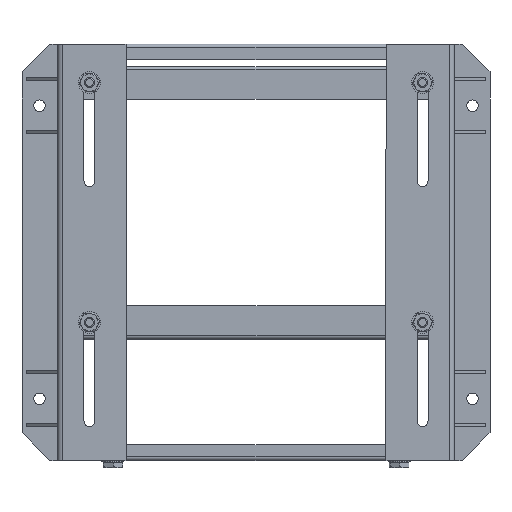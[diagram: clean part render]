
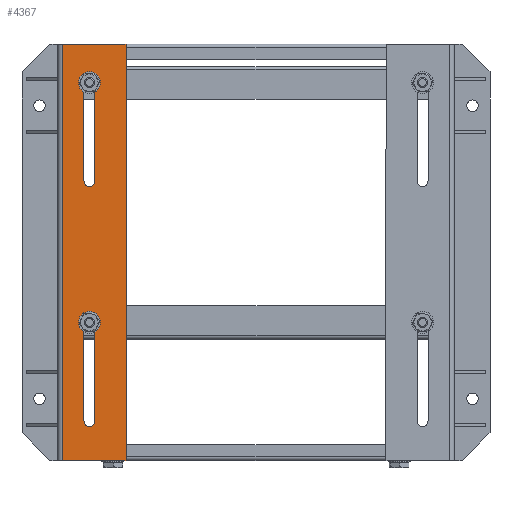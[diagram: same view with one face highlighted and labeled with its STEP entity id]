
A CAD part, front view. The second image highlights one B-rep face of the part: STEP entity #4367.
In plain terms, the highlighted planar face has unit normal (0, -1, 0).
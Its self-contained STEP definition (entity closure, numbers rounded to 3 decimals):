
#29 = ORIENTED_EDGE ( 'NONE', *, *, #1293, .T. ) ;
#49 = CARTESIAN_POINT ( 'NONE',  ( 60.325, 0., 720.475 ) ) ;
#53 = VERTEX_POINT ( 'NONE', #2926 ) ;
#184 = DIRECTION ( 'NONE',  ( 0., 0., 1. ) ) ;
#327 = VECTOR ( 'NONE', #3593, 1000. ) ;
#401 = VECTOR ( 'NONE', #2419, 1000. ) ;
#557 = AXIS2_PLACEMENT_3D ( 'NONE', #1064, #5137, #1674 ) ;
#589 = DIRECTION ( 'NONE',  ( 0., 1., 0. ) ) ;
#598 = EDGE_CURVE ( 'NONE', #3909, #1945, #4159, .T. ) ;
#615 = CARTESIAN_POINT ( 'NONE',  ( 49.825, 0., 75.655 ) ) ;
#756 = CIRCLE ( 'NONE', #6019, 10.5 ) ;
#1048 = VERTEX_POINT ( 'NONE', #4248 ) ;
#1064 = CARTESIAN_POINT ( 'NONE',  ( 60.325, 0., 263.275 ) ) ;
#1173 = DIRECTION ( 'NONE',  ( 0., 1., 0. ) ) ;
#1293 = EDGE_CURVE ( 'NONE', #6861, #5450, #1922, .T. ) ;
#1434 = CARTESIAN_POINT ( 'NONE',  ( 70.825, 0., 532.855 ) ) ;
#1674 = DIRECTION ( 'NONE',  ( 0., 0., 1. ) ) ;
#1781 = FACE_BOUND ( 'NONE', #1928, .T. ) ;
#1861 = AXIS2_PLACEMENT_3D ( 'NONE', #3007, #6994, #3603 ) ;
#1922 = LINE ( 'NONE', #6984, #327 ) ;
#1928 = EDGE_LOOP ( 'NONE', ( #29, #5082, #6883, #6079, #3961 ) ) ;
#1945 = VERTEX_POINT ( 'NONE', #7390 ) ;
#1977 = FACE_OUTER_BOUND ( 'NONE', #3298, .T. ) ;
#2026 = ORIENTED_EDGE ( 'NONE', *, *, #6404, .T. ) ;
#2061 = EDGE_CURVE ( 'NONE', #53, #3697, #2548, .T. ) ;
#2092 = CARTESIAN_POINT ( 'NONE',  ( 60.325, 0., 720.475 ) ) ;
#2195 = CARTESIAN_POINT ( 'NONE',  ( 60.325, 0., 532.855 ) ) ;
#2203 = ORIENTED_EDGE ( 'NONE', *, *, #5908, .T. ) ;
#2351 = VECTOR ( 'NONE', #5473, 1000. ) ;
#2397 = CARTESIAN_POINT ( 'NONE',  ( 0., 0., 793.75 ) ) ;
#2419 = DIRECTION ( 'NONE',  ( 1., 0., 0. ) ) ;
#2471 = VERTEX_POINT ( 'NONE', #615 ) ;
#2548 = LINE ( 'NONE', #5652, #4085 ) ;
#2651 = LINE ( 'NONE', #6573, #4004 ) ;
#2673 = VERTEX_POINT ( 'NONE', #6542 ) ;
#2683 = DIRECTION ( 'NONE',  ( 0., 0., 1. ) ) ;
#2727 = LINE ( 'NONE', #4912, #2351 ) ;
#2779 = DIRECTION ( 'NONE',  ( 0., 0., 1. ) ) ;
#2856 = AXIS2_PLACEMENT_3D ( 'NONE', #2092, #6087, #2683 ) ;
#2899 = CARTESIAN_POINT ( 'NONE',  ( 49.825, 0., 720.475 ) ) ;
#2926 = CARTESIAN_POINT ( 'NONE',  ( 70.825, 0., 263.275 ) ) ;
#2979 = VERTEX_POINT ( 'NONE', #2899 ) ;
#3007 = CARTESIAN_POINT ( 'NONE',  ( 60.325, 0., 263.275 ) ) ;
#3018 = EDGE_CURVE ( 'NONE', #3418, #3592, #4879, .T. ) ;
#3240 = EDGE_LOOP ( 'NONE', ( #4262, #6761, #6050, #2203, #2026 ) ) ;
#3298 = EDGE_LOOP ( 'NONE', ( #6635, #6629, #6822, #6805 ) ) ;
#3418 = VERTEX_POINT ( 'NONE', #6588 ) ;
#3458 = CIRCLE ( 'NONE', #4101, 10.5 ) ;
#3476 = DIRECTION ( 'NONE',  ( 0., 0., 1. ) ) ;
#3550 = CARTESIAN_POINT ( 'NONE',  ( 49.825, 0., 532.855 ) ) ;
#3564 = EDGE_CURVE ( 'NONE', #3418, #3909, #4337, .T. ) ;
#3592 = VERTEX_POINT ( 'NONE', #6680 ) ;
#3593 = DIRECTION ( 'NONE',  ( 0., 0., -1. ) ) ;
#3603 = DIRECTION ( 'NONE',  ( 0., 0., 1. ) ) ;
#3632 = EDGE_CURVE ( 'NONE', #6065, #2979, #3804, .T. ) ;
#3696 = CARTESIAN_POINT ( 'NONE',  ( 0., 0., 0. ) ) ;
#3697 = VERTEX_POINT ( 'NONE', #5911 ) ;
#3804 = LINE ( 'NONE', #6411, #5134 ) ;
#3909 = VERTEX_POINT ( 'NONE', #4229 ) ;
#3915 = CIRCLE ( 'NONE', #4437, 10.5 ) ;
#3961 = ORIENTED_EDGE ( 'NONE', *, *, #7458, .T. ) ;
#4004 = VECTOR ( 'NONE', #184, 1000. ) ;
#4021 = CARTESIAN_POINT ( 'NONE',  ( 60.325, 0., 730.975 ) ) ;
#4085 = VECTOR ( 'NONE', #5735, 1000. ) ;
#4101 = AXIS2_PLACEMENT_3D ( 'NONE', #4659, #1173, #5240 ) ;
#4157 = VECTOR ( 'NONE', #7186, 1000. ) ;
#4159 = LINE ( 'NONE', #3696, #4512 ) ;
#4195 = DIRECTION ( 'NONE',  ( 1., 0., 0. ) ) ;
#4214 = EDGE_CURVE ( 'NONE', #2979, #5960, #756, .T. ) ;
#4229 = CARTESIAN_POINT ( 'NONE',  ( 8.737, 0., 0. ) ) ;
#4248 = CARTESIAN_POINT ( 'NONE',  ( 49.825, 0., 263.275 ) ) ;
#4262 = ORIENTED_EDGE ( 'NONE', *, *, #2061, .T. ) ;
#4337 = LINE ( 'NONE', #7330, #4157 ) ;
#4344 = DIRECTION ( 'NONE',  ( 0., 0., 1. ) ) ;
#4367 = ADVANCED_FACE ( 'NONE', ( #4678, #1781, #1977 ), #5011, .F. ) ;
#4375 = DIRECTION ( 'NONE',  ( 0., 1., 0. ) ) ;
#4437 = AXIS2_PLACEMENT_3D ( 'NONE', #2195, #6186, #2779 ) ;
#4512 = VECTOR ( 'NONE', #4195, 1000. ) ;
#4659 = CARTESIAN_POINT ( 'NONE',  ( 60.325, 0., 75.655 ) ) ;
#4678 = FACE_BOUND ( 'NONE', #3240, .T. ) ;
#4865 = CARTESIAN_POINT ( 'NONE',  ( 0., 0., 793.75 ) ) ;
#4879 = LINE ( 'NONE', #2397, #401 ) ;
#4912 = CARTESIAN_POINT ( 'NONE',  ( 130., 0., 793.75 ) ) ;
#5011 = PLANE ( 'NONE',  #5467 ) ;
#5082 = ORIENTED_EDGE ( 'NONE', *, *, #6809, .T. ) ;
#5134 = VECTOR ( 'NONE', #3476, 1000. ) ;
#5137 = DIRECTION ( 'NONE',  ( 0., 1., 0. ) ) ;
#5147 = CIRCLE ( 'NONE', #1861, 10.5 ) ;
#5240 = DIRECTION ( 'NONE',  ( 0., 0., 1. ) ) ;
#5450 = VERTEX_POINT ( 'NONE', #1434 ) ;
#5467 = AXIS2_PLACEMENT_3D ( 'NONE', #4865, #4375, #4344 ) ;
#5473 = DIRECTION ( 'NONE',  ( 0., 0., 1. ) ) ;
#5652 = CARTESIAN_POINT ( 'NONE',  ( 70.825, 0., 793.75 ) ) ;
#5735 = DIRECTION ( 'NONE',  ( 0., 0., -1. ) ) ;
#5908 = EDGE_CURVE ( 'NONE', #1048, #2673, #7018, .T. ) ;
#5911 = CARTESIAN_POINT ( 'NONE',  ( 70.825, 0., 75.655 ) ) ;
#5960 = VERTEX_POINT ( 'NONE', #4021 ) ;
#6019 = AXIS2_PLACEMENT_3D ( 'NONE', #49, #589, #7035 ) ;
#6039 = EDGE_CURVE ( 'NONE', #3697, #2471, #3458, .T. ) ;
#6050 = ORIENTED_EDGE ( 'NONE', *, *, #6605, .T. ) ;
#6065 = VERTEX_POINT ( 'NONE', #3550 ) ;
#6079 = ORIENTED_EDGE ( 'NONE', *, *, #4214, .T. ) ;
#6087 = DIRECTION ( 'NONE',  ( 0., 1., 0. ) ) ;
#6186 = DIRECTION ( 'NONE',  ( 0., 1., 0. ) ) ;
#6404 = EDGE_CURVE ( 'NONE', #2673, #53, #5147, .T. ) ;
#6411 = CARTESIAN_POINT ( 'NONE',  ( 49.825, 0., 793.75 ) ) ;
#6542 = CARTESIAN_POINT ( 'NONE',  ( 60.325, 0., 273.775 ) ) ;
#6553 = CIRCLE ( 'NONE', #2856, 10.5 ) ;
#6573 = CARTESIAN_POINT ( 'NONE',  ( 49.825, 0., 793.75 ) ) ;
#6588 = CARTESIAN_POINT ( 'NONE',  ( 8.737, 0., 793.75 ) ) ;
#6605 = EDGE_CURVE ( 'NONE', #2471, #1048, #2651, .T. ) ;
#6629 = ORIENTED_EDGE ( 'NONE', *, *, #7417, .T. ) ;
#6635 = ORIENTED_EDGE ( 'NONE', *, *, #598, .T. ) ;
#6680 = CARTESIAN_POINT ( 'NONE',  ( 130., 0., 793.75 ) ) ;
#6761 = ORIENTED_EDGE ( 'NONE', *, *, #6039, .T. ) ;
#6805 = ORIENTED_EDGE ( 'NONE', *, *, #3564, .T. ) ;
#6809 = EDGE_CURVE ( 'NONE', #5450, #6065, #3915, .T. ) ;
#6822 = ORIENTED_EDGE ( 'NONE', *, *, #3018, .F. ) ;
#6861 = VERTEX_POINT ( 'NONE', #7368 ) ;
#6883 = ORIENTED_EDGE ( 'NONE', *, *, #3632, .T. ) ;
#6984 = CARTESIAN_POINT ( 'NONE',  ( 70.825, 0., 793.75 ) ) ;
#6994 = DIRECTION ( 'NONE',  ( 0., 1., 0. ) ) ;
#7018 = CIRCLE ( 'NONE', #557, 10.5 ) ;
#7035 = DIRECTION ( 'NONE',  ( 0., 0., 1. ) ) ;
#7186 = DIRECTION ( 'NONE',  ( 0., 0., -1. ) ) ;
#7330 = CARTESIAN_POINT ( 'NONE',  ( 8.737, 0., 793.75 ) ) ;
#7368 = CARTESIAN_POINT ( 'NONE',  ( 70.825, 0., 720.475 ) ) ;
#7390 = CARTESIAN_POINT ( 'NONE',  ( 130., 0., 0. ) ) ;
#7417 = EDGE_CURVE ( 'NONE', #1945, #3592, #2727, .T. ) ;
#7458 = EDGE_CURVE ( 'NONE', #5960, #6861, #6553, .T. ) ;
